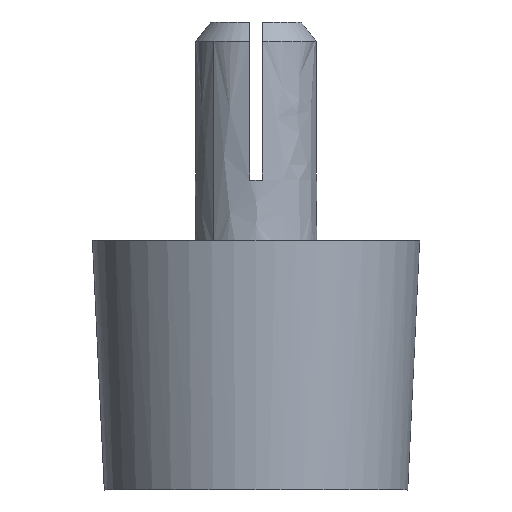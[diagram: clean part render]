
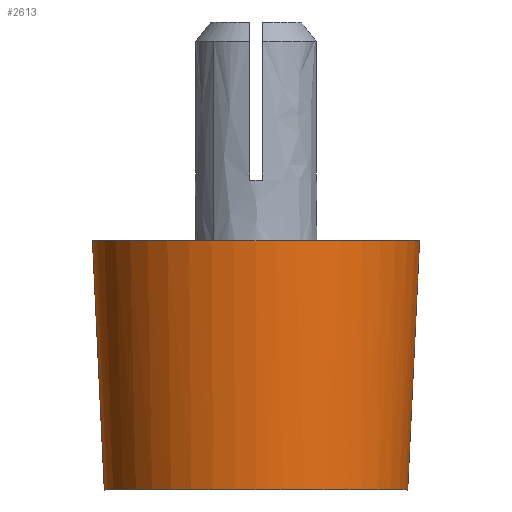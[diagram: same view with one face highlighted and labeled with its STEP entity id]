
A CAD part, left-side view. The second image highlights one B-rep face of the part: STEP entity #2613.
In plain terms, the highlighted free-form (B-spline) face has degree [2, 1] with [5, 2] control points.
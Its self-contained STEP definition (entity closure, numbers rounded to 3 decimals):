
#2515=CARTESIAN_POINT('',(-0.979,12.437,-21.012));
#2516=CARTESIAN_POINT('',(-13.415,11.458,-21.012));
#2517=CARTESIAN_POINT('',(-12.437,-0.979,-21.012));
#2518=CARTESIAN_POINT('',(-11.458,-13.415,-21.012));
#2519=CARTESIAN_POINT('',(0.979,-12.437,-21.012));
#2520=CARTESIAN_POINT('',(-1.061,13.484,0.525));
#2521=CARTESIAN_POINT('',(-14.545,12.423,0.525));
#2522=CARTESIAN_POINT('',(-13.484,-1.061,0.525));
#2523=CARTESIAN_POINT('',(-12.423,-14.545,0.525));
#2524=CARTESIAN_POINT('',(1.061,-13.484,0.525));
#2532=(BOUNDED_SURFACE()B_SPLINE_SURFACE(2,1,((#2515,#2520),(#2516,#2521),(#2517,#2522),(#2518,#2523),(#2519,#2524)),.UNSPECIFIED.,.F.,.F.,.U.)B_SPLINE_SURFACE_WITH_KNOTS((3,2,3),(2,2),(0.0,22.41,44.82),(0.0,21.563),.UNSPECIFIED.)GEOMETRIC_REPRESENTATION_ITEM()RATIONAL_B_SPLINE_SURFACE(((1.0,1.0),(0.707,0.707),(1.0,1.0),(0.707,0.707),(1.0,1.0)))REPRESENTATION_ITEM('')SURFACE());
#2533=CARTESIAN_POINT('',(-12.5,0.0,-20.5));
#2534=VERTEX_POINT('',#2533);
#2535=CARTESIAN_POINT('',(-0.981,12.461,-20.5));
#2536=VERTEX_POINT('',#2535);
#2537=CARTESIAN_POINT('',(-12.5,0.0,-20.5));
#2538=CARTESIAN_POINT('',(-12.5,11.555,-20.5));
#2539=CARTESIAN_POINT('',(-0.981,12.461,-20.5));
#2547=(BOUNDED_CURVE()B_SPLINE_CURVE(2,(#2537,#2538,#2539),.UNSPECIFIED.,.F.,.U.)B_SPLINE_CURVE_WITH_KNOTS((3,3),(0.0,0.236),.UNSPECIFIED.)CURVE()GEOMETRIC_REPRESENTATION_ITEM()RATIONAL_B_SPLINE_CURVE((1.0,0.723,0.97))REPRESENTATION_ITEM(''));
#2548=EDGE_CURVE('',#2534,#2536,#2547,.T.);
#2549=ORIENTED_EDGE('',*,*,#2548,.F.);
#2550=CARTESIAN_POINT('',(0.981,-12.461,-20.5));
#2551=VERTEX_POINT('',#2550);
#2552=CARTESIAN_POINT('',(0.981,-12.461,-20.5));
#2553=CARTESIAN_POINT('',(0.491,-12.5,-20.5));
#2554=CARTESIAN_POINT('',(0.,-12.5,-20.5));
#2555=CARTESIAN_POINT('',(-12.5,-12.5,-20.5));
#2556=CARTESIAN_POINT('',(-12.5,0.0,-20.5));
#2564=(BOUNDED_CURVE()B_SPLINE_CURVE(2,(#2552,#2553,#2554,#2555,#2556),.UNSPECIFIED.,.F.,.U.)B_SPLINE_CURVE_WITH_KNOTS((3,2,3),(0.736,0.75,1.0),.UNSPECIFIED.)CURVE()GEOMETRIC_REPRESENTATION_ITEM()RATIONAL_B_SPLINE_CURVE((0.97,0.984,1.0,0.707,1.0))REPRESENTATION_ITEM(''));
#2565=EDGE_CURVE('',#2551,#2534,#2564,.T.);
#2566=ORIENTED_EDGE('',*,*,#2565,.F.);
#2567=CARTESIAN_POINT('',(1.059,-13.458,0.));
#2568=VERTEX_POINT('',#2567);
#2569=CARTESIAN_POINT('',(0.981,-12.461,-20.5));
#2570=CARTESIAN_POINT('',(1.059,-13.458,0.));
#2571=QUASI_UNIFORM_CURVE('',1,(#2569,#2570),.UNSPECIFIED.,.F.,.U.);
#2572=EDGE_CURVE('',#2551,#2568,#2571,.T.);
#2573=ORIENTED_EDGE('',*,*,#2572,.T.);
#2574=CARTESIAN_POINT('',(-13.5,0.0,0.0));
#2575=VERTEX_POINT('',#2574);
#2576=CARTESIAN_POINT('',(1.059,-13.458,0.));
#2577=CARTESIAN_POINT('',(0.53,-13.5,0.0));
#2578=CARTESIAN_POINT('',(0.0,-13.5,0.0));
#2579=CARTESIAN_POINT('',(-13.5,-13.5,0.0));
#2580=CARTESIAN_POINT('',(-13.5,0.0,0.0));
#2588=(BOUNDED_CURVE()B_SPLINE_CURVE(2,(#2576,#2577,#2578,#2579,#2580),.UNSPECIFIED.,.F.,.U.)B_SPLINE_CURVE_WITH_KNOTS((3,2,3),(0.736,0.75,1.0),.UNSPECIFIED.)CURVE()GEOMETRIC_REPRESENTATION_ITEM()RATIONAL_B_SPLINE_CURVE((0.97,0.984,1.0,0.707,1.0))REPRESENTATION_ITEM(''));
#2589=EDGE_CURVE('',#2568,#2575,#2588,.T.);
#2590=ORIENTED_EDGE('',*,*,#2589,.T.);
#2591=CARTESIAN_POINT('',(-1.059,13.458,0.));
#2592=VERTEX_POINT('',#2591);
#2593=CARTESIAN_POINT('',(-13.5,0.0,0.0));
#2594=CARTESIAN_POINT('',(-13.5,12.479,0.0));
#2595=CARTESIAN_POINT('',(-1.059,13.458,0.));
#2603=(BOUNDED_CURVE()B_SPLINE_CURVE(2,(#2593,#2594,#2595),.UNSPECIFIED.,.F.,.U.)B_SPLINE_CURVE_WITH_KNOTS((3,3),(0.0,0.236),.UNSPECIFIED.)CURVE()GEOMETRIC_REPRESENTATION_ITEM()RATIONAL_B_SPLINE_CURVE((1.0,0.723,0.97))REPRESENTATION_ITEM(''));
#2604=EDGE_CURVE('',#2575,#2592,#2603,.T.);
#2605=ORIENTED_EDGE('',*,*,#2604,.T.);
#2606=CARTESIAN_POINT('',(-0.981,12.461,-20.5));
#2607=CARTESIAN_POINT('',(-1.059,13.458,0.));
#2608=QUASI_UNIFORM_CURVE('',1,(#2606,#2607),.UNSPECIFIED.,.F.,.U.);
#2609=EDGE_CURVE('',#2536,#2592,#2608,.T.);
#2610=ORIENTED_EDGE('',*,*,#2609,.F.);
#2611=EDGE_LOOP('',(#2549,#2566,#2573,#2590,#2605,#2610));
#2612=FACE_OUTER_BOUND('',#2611,.T.);
#2613=ADVANCED_FACE('',(#2612),#2532,.T.);
